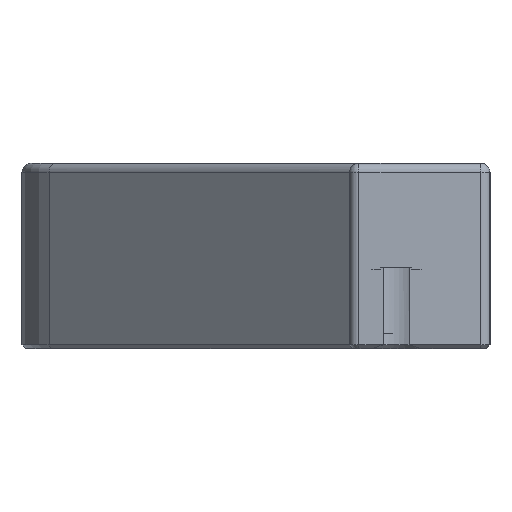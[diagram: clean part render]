
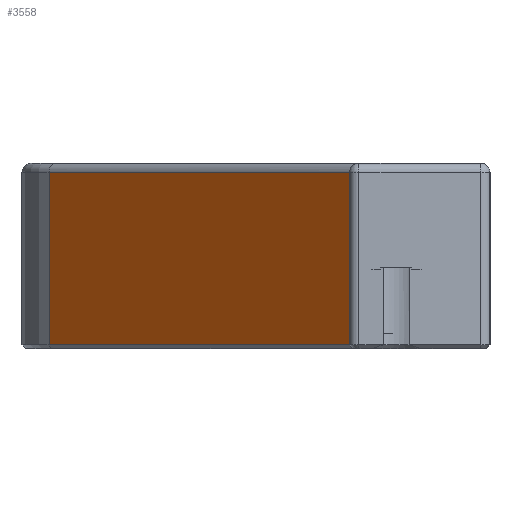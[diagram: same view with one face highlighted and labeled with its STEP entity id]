
A CAD part, left-side view. The second image highlights one B-rep face of the part: STEP entity #3558.
In plain terms, the highlighted planar face has unit normal (-0.707, 0.707, 0).
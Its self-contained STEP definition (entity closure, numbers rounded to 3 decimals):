
#159=PLANE('',#3952);
#375=FACE_OUTER_BOUND('',#592,.T.);
#592=EDGE_LOOP('',(#3197,#3198,#3199,#3200));
#680=LINE('',#5396,#1013);
#915=LINE('',#6055,#1248);
#925=LINE('',#6079,#1258);
#926=LINE('',#6081,#1259);
#1013=VECTOR('',#4291,10.);
#1248=VECTOR('',#4978,10.);
#1258=VECTOR('',#5014,10.);
#1259=VECTOR('',#5017,10.);
#1565=VERTEX_POINT('',#5388);
#1567=VERTEX_POINT('',#5394);
#1748=VERTEX_POINT('',#6053);
#1749=VERTEX_POINT('',#6054);
#1912=EDGE_CURVE('',#1567,#1565,#680,.T.);
#2240=EDGE_CURVE('',#1748,#1749,#915,.T.);
#2252=EDGE_CURVE('',#1567,#1749,#925,.T.);
#2253=EDGE_CURVE('',#1565,#1748,#926,.T.);
#3197=ORIENTED_EDGE('',*,*,#1912,.F.);
#3198=ORIENTED_EDGE('',*,*,#2252,.T.);
#3199=ORIENTED_EDGE('',*,*,#2240,.F.);
#3200=ORIENTED_EDGE('',*,*,#2253,.F.);
#3558=ADVANCED_FACE('',(#375),#159,.T.);
#3952=AXIS2_PLACEMENT_3D('',#6080,#5015,#5016);
#4291=DIRECTION('',(-0.707,-0.707,0.));
#4978=DIRECTION('',(0.707,0.707,0.));
#5014=DIRECTION('',(0.,0.,-1.));
#5015=DIRECTION('center_axis',(-0.707,0.707,0.));
#5016=DIRECTION('ref_axis',(-0.707,-0.707,0.));
#5017=DIRECTION('',(0.,0.,-1.));
#5388=CARTESIAN_POINT('',(110.858,5.,19.));
#5394=CARTESIAN_POINT('',(142.93,37.073,19.));
#5396=CARTESIAN_POINT('',(139.18,33.322,19.));
#6053=CARTESIAN_POINT('',(110.858,5.,0.6));
#6054=CARTESIAN_POINT('',(142.93,37.073,0.6));
#6055=CARTESIAN_POINT('',(134.805,28.947,0.6));
#6079=CARTESIAN_POINT('',(142.93,37.073,1.8));
#6080=CARTESIAN_POINT('Origin',(142.93,37.073,1.8));
#6081=CARTESIAN_POINT('',(110.858,5.,1.));
